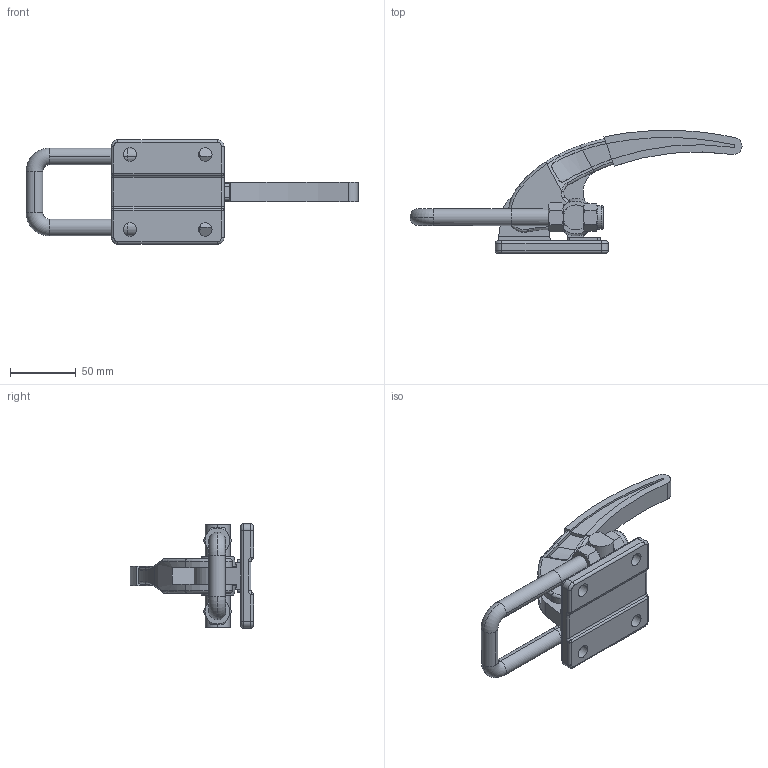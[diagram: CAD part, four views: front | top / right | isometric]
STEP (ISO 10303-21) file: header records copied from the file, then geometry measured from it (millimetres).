
FILE_DESCRIPTION (( 'STEP AP214' ), '1' );
FILE_NAME ('GH-40380-SS(Â²¤Æ)-1.STEP', '2020-07-06T09:39:02', ( 'LinWei' ), ( '' ), 'SwSTEP 2.0', 'SolidWorks 2016', '' );
FILE_SCHEMA (( 'AUTOMOTIVE_DESIGN' ));
Length unit declared in the file: millimetre
Products named in the file (5): 34038013-1^GH-40380(簡化)-1; 44038044-1^GH-40380(簡化)-1; Group1^GH-40380(簡化)-1; Group3^GH-40380(簡化)-1; GH-40380-SS(簡化)-1
Assembly tree (4 placements, depth 2):
  GH-40380-SS(簡化)-1
    Group3^GH-40380(簡化)-1
    Group1^GH-40380(簡化)-1
    44038044-1^GH-40380(簡化)-1
    34038013-1^GH-40380(簡化)-1
Bounding box: 252.55 x 93.64 x 79.4 mm (x, y, z)
Volume: 217305.8 mm3; surface area: 68919.7 mm2
Topology: 6 solids, 6 shells, 355 faces, 863 edges, 522 vertices
Faces by surface type: cylinder 124, plane 105, cone 64, torus 38, bspline 20, sphere 4
Entity records: 12783 total; most frequent: CARTESIAN_POINT 4046, DIRECTION 1776, ORIENTED_EDGE 1718, EDGE_CURVE 859, AXIS2_PLACEMENT_3D 741, VERTEX_POINT 522, CIRCLE 399, EDGE_LOOP 383
